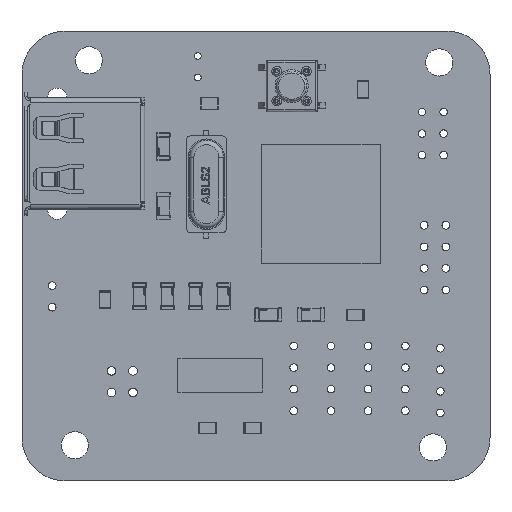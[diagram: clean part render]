
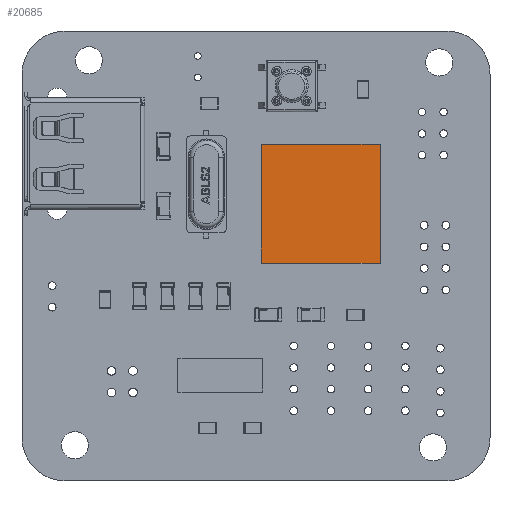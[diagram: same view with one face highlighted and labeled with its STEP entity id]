
A CAD part, top view. The second image highlights one B-rep face of the part: STEP entity #20685.
In plain terms, the highlighted planar face has unit normal (0, 0, 1).
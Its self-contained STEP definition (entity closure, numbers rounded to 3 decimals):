
#20556 = VERTEX_POINT('',#20557);
#20557 = CARTESIAN_POINT('',(-7.,7.,1.6));
#20563 = EDGE_CURVE('',#20556,#20564,#20566,.T.);
#20564 = VERTEX_POINT('',#20565);
#20565 = CARTESIAN_POINT('',(-7.,-7.,1.6));
#20566 = LINE('',#20567,#20568);
#20567 = CARTESIAN_POINT('',(-7.,7.,1.6));
#20568 = VECTOR('',#20569,1.);
#20569 = DIRECTION('',(0.,-1.,0.));
#20594 = EDGE_CURVE('',#20564,#20595,#20597,.T.);
#20595 = VERTEX_POINT('',#20596);
#20596 = CARTESIAN_POINT('',(7.,-7.,1.6));
#20597 = LINE('',#20598,#20599);
#20598 = CARTESIAN_POINT('',(-7.,-7.,1.6));
#20599 = VECTOR('',#20600,1.);
#20600 = DIRECTION('',(1.,0.,0.));
#20625 = EDGE_CURVE('',#20595,#20626,#20628,.T.);
#20626 = VERTEX_POINT('',#20627);
#20627 = CARTESIAN_POINT('',(7.,7.,1.6));
#20628 = LINE('',#20629,#20630);
#20629 = CARTESIAN_POINT('',(7.,-7.,1.6));
#20630 = VECTOR('',#20631,1.);
#20631 = DIRECTION('',(0.,1.,0.));
#20656 = EDGE_CURVE('',#20626,#20556,#20657,.T.);
#20657 = LINE('',#20658,#20659);
#20658 = CARTESIAN_POINT('',(7.,7.,1.6));
#20659 = VECTOR('',#20660,1.);
#20660 = DIRECTION('',(-1.,0.,0.));
#20685 = ADVANCED_FACE('',(#20686),#20692,.T.);
#20686 = FACE_BOUND('',#20687,.T.);
#20687 = EDGE_LOOP('',(#20688,#20689,#20690,#20691));
#20688 = ORIENTED_EDGE('',*,*,#20563,.T.);
#20689 = ORIENTED_EDGE('',*,*,#20594,.T.);
#20690 = ORIENTED_EDGE('',*,*,#20625,.T.);
#20691 = ORIENTED_EDGE('',*,*,#20656,.T.);
#20692 = PLANE('',#20693);
#20693 = AXIS2_PLACEMENT_3D('',#20694,#20695,#20696);
#20694 = CARTESIAN_POINT('',(0.,0.,
    1.6));
#20695 = DIRECTION('',(0.,0.,1.));
#20696 = DIRECTION('',(1.,0.,-0.));
